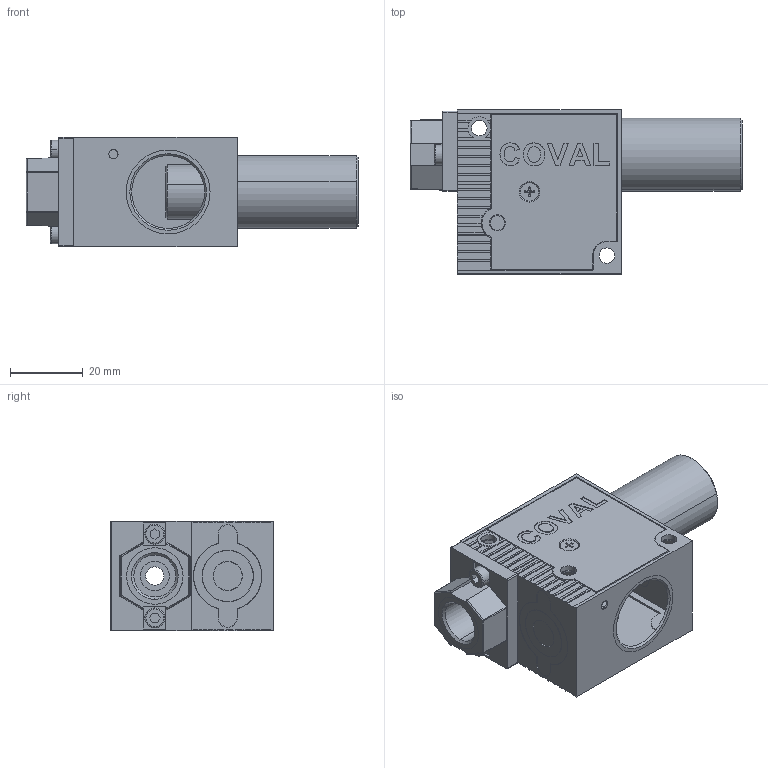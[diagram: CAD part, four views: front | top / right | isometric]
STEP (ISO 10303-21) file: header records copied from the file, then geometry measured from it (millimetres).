
FILE_DESCRIPTION(('STEP AP214'),'1');
FILE_NAME('COVAL_GVP15N14.stp','2017-12-27T14:31:23',('TraceParts'),('TraceParts S.A.'),'Spatial InterOp 3D',' ',' ');
FILE_SCHEMA(('automotive_design'));
Length unit declared in the file: millimetre
Products named in the file (3): COVAL_GVP15N14_1; COVAL_GVP15N14_2; COVAL_GVP15N14_3
Bounding box: 91.1 x 45 x 30 mm (x, y, z)
Volume: 28658.4 mm3; surface area: 28961.3 mm2
Topology: 18 solids, 18 shells, 623 faces, 1651 edges, 1084 vertices
Faces by surface type: plane 369, cylinder 165, cone 62, bspline 19, sphere 4, torus 4
Entity records: 26337 total; most frequent: CARTESIAN_POINT 5354, ORIENTED_EDGE 3302, DIRECTION 3243, EDGE_CURVE 1651, LINE 1125, VECTOR 1125, VERTEX_POINT 1084, AXIS2_PLACEMENT_3D 1059
